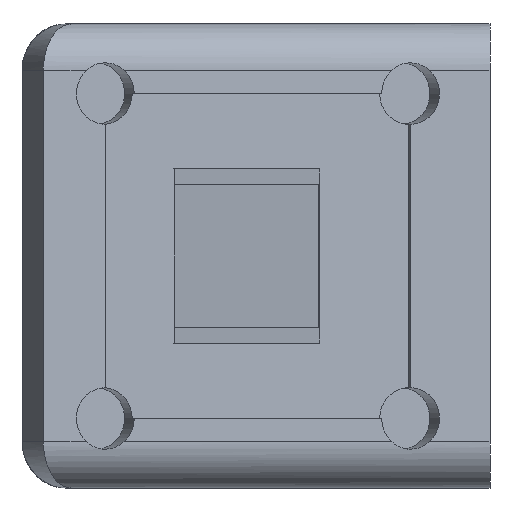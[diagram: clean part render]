
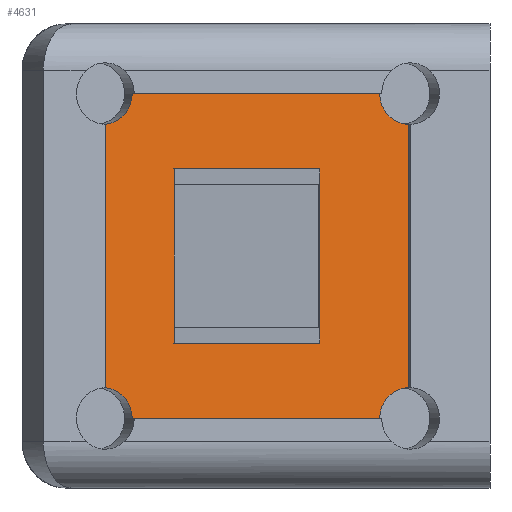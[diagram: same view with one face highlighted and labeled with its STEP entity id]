
A CAD part, left-side view. The second image highlights one B-rep face of the part: STEP entity #4631.
In plain terms, the highlighted planar face has unit normal (-0.94, -0.342, 0).
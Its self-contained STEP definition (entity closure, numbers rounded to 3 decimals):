
#325=FACE_BOUND('',#1010,.T.);
#438=PLANE('',#4981);
#735=FACE_OUTER_BOUND('',#1009,.T.);
#1009=EDGE_LOOP('',(#3642,#3643,#3644,#3645,#3646,#3647,#3648,#3649));
#1010=EDGE_LOOP('',(#3650,#3651,#3652,#3653,#3654,#3655));
#1256=LINE('',#11718,#1569);
#1262=LINE('',#11730,#1575);
#1266=LINE('',#11738,#1579);
#1270=LINE('',#11746,#1583);
#1271=LINE('',#11748,#1584);
#1318=LINE('',#12060,#1631);
#1333=LINE('',#12098,#1646);
#1337=LINE('',#12110,#1650);
#1343=LINE('',#12128,#1656);
#1344=LINE('',#12132,#1657);
#1569=VECTOR('',#5542,10.);
#1575=VECTOR('',#5550,10.);
#1579=VECTOR('',#5556,10.);
#1583=VECTOR('',#5562,10.);
#1584=VECTOR('',#5565,10.);
#1631=VECTOR('',#5662,10.);
#1646=VECTOR('',#5695,10.);
#1650=VECTOR('',#5705,10.);
#1656=VECTOR('',#5721,10.);
#1657=VECTOR('',#5724,10.);
#1844=CIRCLE('',#4982,2.65);
#1845=CIRCLE('',#4983,2.65);
#1846=CIRCLE('',#4984,2.65);
#1847=CIRCLE('',#4985,2.65);
#2074=VERTEX_POINT('',#11715);
#2075=VERTEX_POINT('',#11717);
#2080=VERTEX_POINT('',#11729);
#2083=VERTEX_POINT('',#11737);
#2084=VERTEX_POINT('',#11741);
#2086=VERTEX_POINT('',#11744);
#2130=VERTEX_POINT('',#12095);
#2131=VERTEX_POINT('',#12097);
#2135=VERTEX_POINT('',#12107);
#2136=VERTEX_POINT('',#12109);
#2142=VERTEX_POINT('',#12125);
#2143=VERTEX_POINT('',#12127);
#2144=VERTEX_POINT('',#12129);
#2145=VERTEX_POINT('',#12131);
#2617=EDGE_CURVE('',#2074,#2075,#1256,.T.);
#2623=EDGE_CURVE('',#2075,#2080,#1262,.T.);
#2627=EDGE_CURVE('',#2083,#2080,#1266,.T.);
#2631=EDGE_CURVE('',#2084,#2086,#1270,.T.);
#2632=EDGE_CURVE('',#2074,#2084,#1271,.T.);
#2687=EDGE_CURVE('',#2086,#2083,#1318,.T.);
#2704=EDGE_CURVE('',#2130,#2131,#1333,.T.);
#2709=EDGE_CURVE('',#2135,#2136,#1337,.T.);
#2716=EDGE_CURVE('',#2142,#2130,#1844,.F.);
#2717=EDGE_CURVE('',#2143,#2142,#1343,.T.);
#2718=EDGE_CURVE('',#2144,#2143,#1845,.F.);
#2719=EDGE_CURVE('',#2145,#2144,#1344,.T.);
#2720=EDGE_CURVE('',#2136,#2145,#1846,.F.);
#2721=EDGE_CURVE('',#2131,#2135,#1847,.F.);
#3642=ORIENTED_EDGE('',*,*,#2704,.F.);
#3643=ORIENTED_EDGE('',*,*,#2716,.F.);
#3644=ORIENTED_EDGE('',*,*,#2717,.F.);
#3645=ORIENTED_EDGE('',*,*,#2718,.F.);
#3646=ORIENTED_EDGE('',*,*,#2719,.F.);
#3647=ORIENTED_EDGE('',*,*,#2720,.F.);
#3648=ORIENTED_EDGE('',*,*,#2709,.F.);
#3649=ORIENTED_EDGE('',*,*,#2721,.F.);
#3650=ORIENTED_EDGE('',*,*,#2632,.T.);
#3651=ORIENTED_EDGE('',*,*,#2631,.T.);
#3652=ORIENTED_EDGE('',*,*,#2687,.T.);
#3653=ORIENTED_EDGE('',*,*,#2627,.T.);
#3654=ORIENTED_EDGE('',*,*,#2623,.F.);
#3655=ORIENTED_EDGE('',*,*,#2617,.F.);
#4631=ADVANCED_FACE('',(#735,#325),#438,.T.);
#4981=AXIS2_PLACEMENT_3D('',#12124,#5717,#5718);
#4982=AXIS2_PLACEMENT_3D('',#12126,#5719,#5720);
#4983=AXIS2_PLACEMENT_3D('',#12130,#5722,#5723);
#4984=AXIS2_PLACEMENT_3D('',#12133,#5725,#5726);
#4985=AXIS2_PLACEMENT_3D('',#12134,#5727,#5728);
#5542=DIRECTION('',(0.,0.,1.));
#5550=DIRECTION('',(0.,0.,1.));
#5556=DIRECTION('',(0.342,-0.94,0.));
#5562=DIRECTION('',(-0.342,0.94,0.));
#5565=DIRECTION('',(0.,0.,-1.));
#5662=DIRECTION('',(0.,0.,1.));
#5695=DIRECTION('',(-0.342,0.94,0.));
#5705=DIRECTION('',(0.,0.,1.));
#5717=DIRECTION('center_axis',(-0.94,-0.342,0.));
#5718=DIRECTION('ref_axis',(0.,0.,-1.));
#5719=DIRECTION('center_axis',(0.94,0.342,0.));
#5720=DIRECTION('ref_axis',(0.,0.,-1.));
#5721=DIRECTION('',(0.,0.,-1.));
#5722=DIRECTION('center_axis',(0.94,0.342,0.));
#5723=DIRECTION('ref_axis',(0.,0.,-1.));
#5724=DIRECTION('',(0.342,-0.94,0.));
#5725=DIRECTION('center_axis',(0.94,0.342,0.));
#5726=DIRECTION('ref_axis',(0.,0.,-1.));
#5727=DIRECTION('center_axis',(0.94,0.342,0.));
#5728=DIRECTION('ref_axis',(0.,0.,-1.));
#11715=CARTESIAN_POINT('',(-8.411,14.659,-6.2));
#11717=CARTESIAN_POINT('',(-8.411,14.659,6.2));
#11718=CARTESIAN_POINT('',(-8.411,14.659,-3.75));
#11729=CARTESIAN_POINT('',(-8.411,14.659,7.5));
#11730=CARTESIAN_POINT('',(-8.411,14.659,-3.75));
#11737=CARTESIAN_POINT('',(-12.982,27.219,7.5));
#11738=CARTESIAN_POINT('',(-11.7,23.695,7.5));
#11741=CARTESIAN_POINT('',(-8.411,14.659,-7.5));
#11744=CARTESIAN_POINT('',(-12.982,27.219,-7.5));
#11746=CARTESIAN_POINT('',(-9.134,16.647,-7.5));
#11748=CARTESIAN_POINT('',(-8.411,14.659,-3.75));
#12060=CARTESIAN_POINT('',(-12.982,27.219,-3.75));
#12095=CARTESIAN_POINT('',(-6.535,9.505,-14.));
#12097=CARTESIAN_POINT('',(-14.299,30.837,-14.));
#12098=CARTESIAN_POINT('',(-5.629,7.015,-14.));
#12107=CARTESIAN_POINT('',(-15.205,33.327,-11.35));
#12109=CARTESIAN_POINT('',(-15.205,33.327,11.35));
#12110=CARTESIAN_POINT('',(-15.205,33.327,-14.));
#12124=CARTESIAN_POINT('Origin',(-10.417,20.171,0.));
#12125=CARTESIAN_POINT('',(-5.629,7.015,-11.35));
#12126=CARTESIAN_POINT('Origin',(-5.629,7.015,-14.));
#12127=CARTESIAN_POINT('',(-5.629,7.015,11.35));
#12128=CARTESIAN_POINT('',(-5.629,7.015,14.));
#12129=CARTESIAN_POINT('',(-6.535,9.505,14.));
#12130=CARTESIAN_POINT('Origin',(-5.629,7.015,14.));
#12131=CARTESIAN_POINT('',(-14.299,30.837,14.));
#12132=CARTESIAN_POINT('',(-15.205,33.327,14.));
#12133=CARTESIAN_POINT('Origin',(-15.205,33.327,14.));
#12134=CARTESIAN_POINT('Origin',(-15.205,33.327,-14.));
